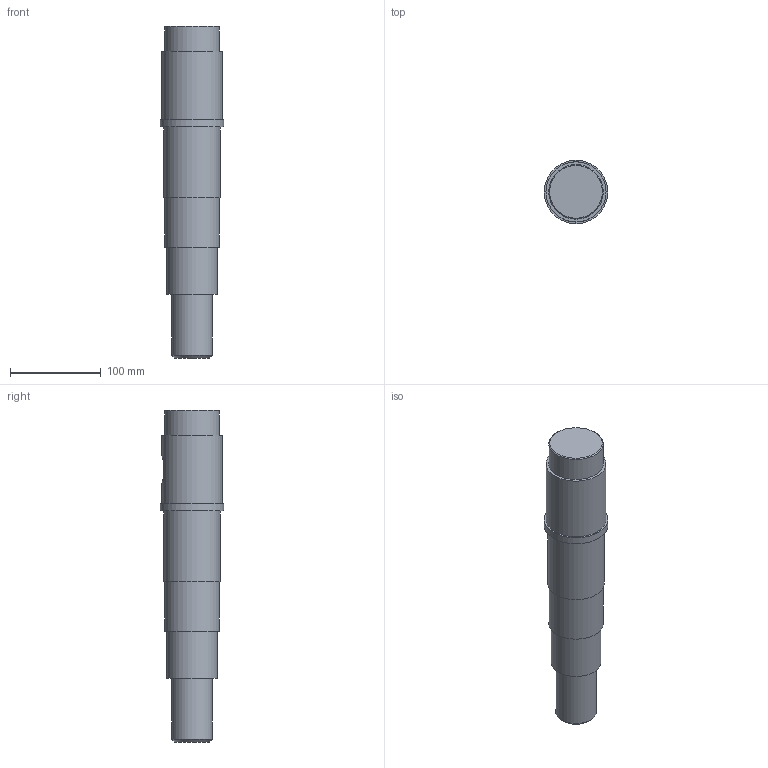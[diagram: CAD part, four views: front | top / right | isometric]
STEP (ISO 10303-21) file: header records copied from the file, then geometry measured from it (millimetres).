
FILE_DESCRIPTION(('Open CASCADE Model'),'2;1');
FILE_NAME('Open CASCADE Shape Model','2022-05-04T16:52:42',('Author'),( 'Open CASCADE'),'Open CASCADE STEP processor 7.4','Open CASCADE 7.4' ,'Unknown');
FILE_SCHEMA(('AUTOMOTIVE_DESIGN { 1 0 10303 214 1 1 1 1 }'));
Length unit declared in the file: millimetre
Products named in the file (12): Open CASCADE STEP translator 7.4 1; Open CASCADE STEP translator 7.4 1.1; Open CASCADE STEP translator 7.4 1.1.1; Open CASCADE STEP translator 7.4 1.1.2; Open CASCADE STEP translator 7.4 1.1.3; Open CASCADE STEP translator 7.4 1.1.4; Open CASCADE STEP translator 7.4 1.1.5; Open CASCADE STEP translator 7.4 1.1.6; Open CASCADE STEP translator 7.4 1.1.7; Open CASCADE STEP translator 7.4 1.1.8; Open CASCADE STEP translator 7.4 1.1.9; Open CASCADE STEP translator 7.4 1.2
Assembly tree (11 placements, depth 3):
  Open CASCADE STEP translator 7.4 1
    Open CASCADE STEP translator 7.4 1.1
      Open CASCADE STEP translator 7.4 1.1.1
      Open CASCADE STEP translator 7.4 1.1.2
      Open CASCADE STEP translator 7.4 1.1.3
      Open CASCADE STEP translator 7.4 1.1.4
      Open CASCADE STEP translator 7.4 1.1.5
      Open CASCADE STEP translator 7.4 1.1.6
      Open CASCADE STEP translator 7.4 1.1.7
      Open CASCADE STEP translator 7.4 1.1.8
      Open CASCADE STEP translator 7.4 1.1.9
    Open CASCADE STEP translator 7.4 1.2
Bounding box: 70 x 70 x 365 mm (x, y, z)
Volume: 985357.3 mm3; surface area: 75124.9 mm2
Topology: 10 solids, 10 shells, 85 faces, 162 edges, 103 vertices
Faces by surface type: plane 46, cylinder 37, cone 2
Full cylindrical faces by diameter (mm): 45 x1, 55 x1, 60 x2, 62 x1, 66 x1, 70 x1
Entity records: 4961 total; most frequent: CARTESIAN_POINT 1248, DIRECTION 639, ORIENTED_EDGE 324, PCURVE 324, DEFINITIONAL_REPRESENTATION 324, LINE 212, VECTOR 212, AXIS2_PLACEMENT_3D 178
